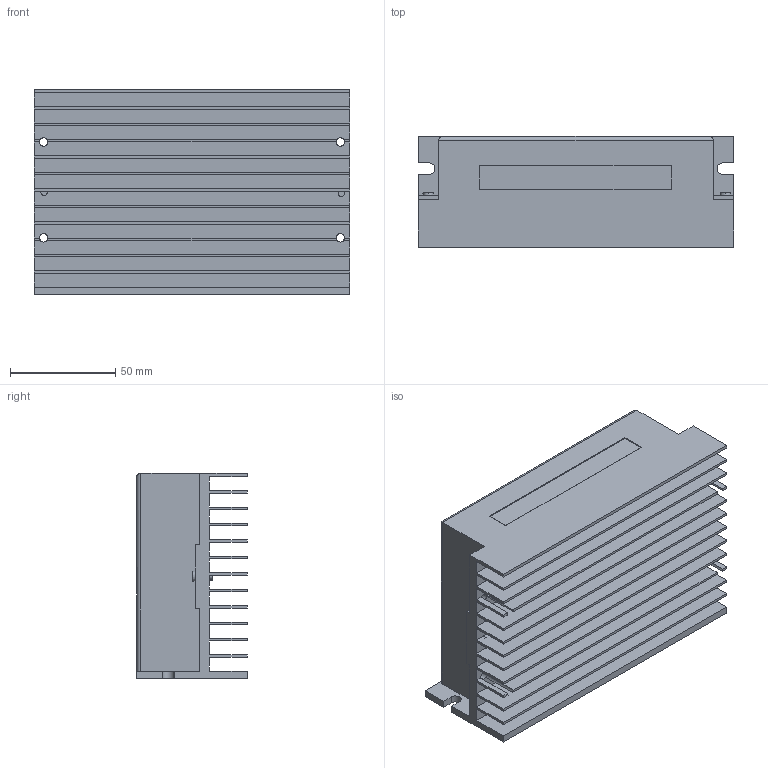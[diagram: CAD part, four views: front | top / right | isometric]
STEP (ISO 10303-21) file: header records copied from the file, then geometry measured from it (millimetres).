
FILE_DESCRIPTION (( 'STEP AP214' ), '1' );
FILE_NAME ('DM860H.STEP', '2023-08-21T13:40:43', ( '' ), ( '' ), 'SwSTEP 2.0', 'SolidWorks 2021', '' );
FILE_SCHEMA (( 'AUTOMOTIVE_DESIGN' ));
Length unit declared in the file: millimetre
Products named in the file (1): DM860H
Bounding box: 150 x 52.6 x 97.5 mm (x, y, z)
Volume: 499892.5 mm3; surface area: 117163 mm2
Topology: 3 solids, 3 shells, 161 faces, 456 edges, 302 vertices
Faces by surface type: plane 123, cylinder 26, cone 8, torus 4
Entity records: 5258 total; most frequent: CARTESIAN_POINT 926, ORIENTED_EDGE 912, DIRECTION 866, EDGE_CURVE 456, LINE 366, VECTOR 366, VERTEX_POINT 302, AXIS2_PLACEMENT_3D 250
